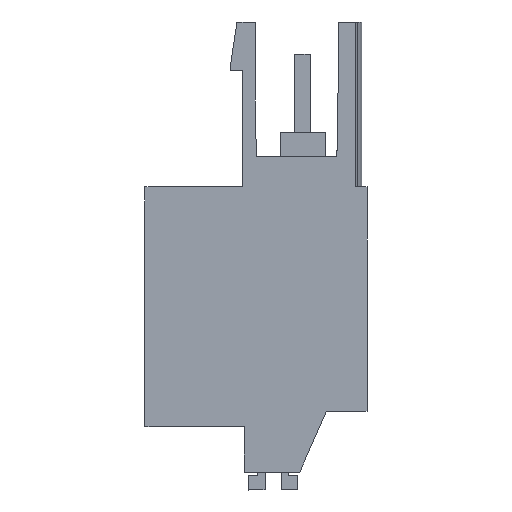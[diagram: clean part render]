
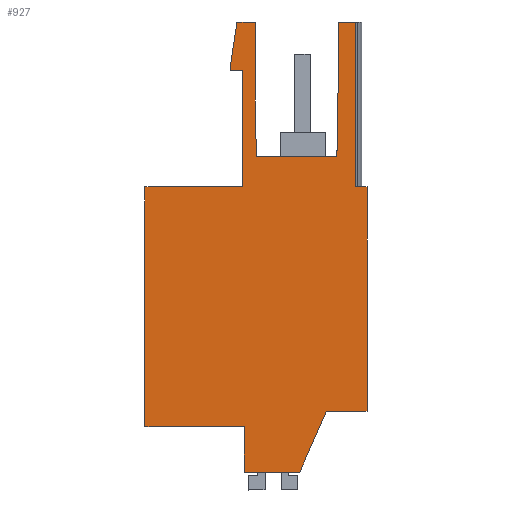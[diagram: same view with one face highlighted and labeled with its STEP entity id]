
A CAD part, left-side view. The second image highlights one B-rep face of the part: STEP entity #927.
In plain terms, the highlighted planar face has unit normal (-1, 0, 0).
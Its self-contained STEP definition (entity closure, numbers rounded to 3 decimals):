
#771=AXIS2_PLACEMENT_3D('Plane Axis2P3D',#768,#769,#770) ;
#42=CARTESIAN_POINT('Vertex',(0.,2.6,5.043)) ;
#45=CARTESIAN_POINT('Line Origine',(0.,3.45,3.093)) ;
#49=CARTESIAN_POINT('Vertex',(0.,4.3,1.143)) ;
#82=CARTESIAN_POINT('Vertex',(0.,0.,5.043)) ;
#85=CARTESIAN_POINT('Line Origine',(0.,1.3,5.043)) ;
#768=CARTESIAN_POINT('Axis2P3D Location',(0.,6.8,19.383)) ;
#773=CARTESIAN_POINT('Line Origine',(0.,7.158,27.858)) ;
#777=CARTESIAN_POINT('Vertex',(0.,7.158,25.783)) ;
#779=CARTESIAN_POINT('Vertex',(0.,7.158,29.933)) ;
#782=CARTESIAN_POINT('Line Origine',(0.,7.738,29.933)) ;
#786=CARTESIAN_POINT('Vertex',(0.,8.318,29.933)) ;
#789=CARTESIAN_POINT('Line Origine',(0.,8.528,28.533)) ;
#793=CARTESIAN_POINT('Vertex',(0.,8.738,27.133)) ;
#796=CARTESIAN_POINT('Line Origine',(0.,8.738,26.973)) ;
#800=CARTESIAN_POINT('Vertex',(0.,8.738,26.813)) ;
#803=CARTESIAN_POINT('Line Origine',(0.,8.353,26.813)) ;
#807=CARTESIAN_POINT('Vertex',(0.,7.968,26.813)) ;
#810=CARTESIAN_POINT('Line Origine',(0.,7.968,23.098)) ;
#814=CARTESIAN_POINT('Vertex',(0.,7.968,19.383)) ;
#817=CARTESIAN_POINT('Line Origine',(0.,11.084,19.383)) ;
#821=CARTESIAN_POINT('Vertex',(0.,14.2,19.383)) ;
#824=CARTESIAN_POINT('Line Origine',(0.,14.2,11.713)) ;
#828=CARTESIAN_POINT('Vertex',(0.,14.2,4.043)) ;
#831=CARTESIAN_POINT('Line Origine',(0.,11.025,4.043)) ;
#835=CARTESIAN_POINT('Vertex',(0.,7.85,4.043)) ;
#838=CARTESIAN_POINT('Line Origine',(0.,7.85,2.593)) ;
#842=CARTESIAN_POINT('Vertex',(0.,7.85,1.143)) ;
#845=CARTESIAN_POINT('Line Origine',(0.,6.075,1.143)) ;
#850=CARTESIAN_POINT('Line Origine',(0.,0.,12.213)) ;
#854=CARTESIAN_POINT('Vertex',(0.,0.,19.383)) ;
#857=CARTESIAN_POINT('Line Origine',(0.,0.361,19.383)) ;
#861=CARTESIAN_POINT('Vertex',(0.,0.723,19.383)) ;
#864=CARTESIAN_POINT('Line Origine',(0.,0.723,24.658)) ;
#868=CARTESIAN_POINT('Vertex',(0.,0.723,29.933)) ;
#871=CARTESIAN_POINT('Line Origine',(0.,1.285,29.933)) ;
#875=CARTESIAN_POINT('Vertex',(0.,1.848,29.933)) ;
#878=CARTESIAN_POINT('Line Origine',(0.,1.848,27.858)) ;
#882=CARTESIAN_POINT('Vertex',(0.,1.848,25.783)) ;
#885=CARTESIAN_POINT('Line Origine',(0.,1.887,23.558)) ;
#889=CARTESIAN_POINT('Vertex',(0.,1.926,21.333)) ;
#892=CARTESIAN_POINT('Line Origine',(0.,4.503,21.333)) ;
#896=CARTESIAN_POINT('Vertex',(0.,7.08,21.333)) ;
#899=CARTESIAN_POINT('Line Origine',(0.,7.119,23.558)) ;
#46=DIRECTION('Vector Direction',(0.,-0.4,0.917)) ;
#86=DIRECTION('Vector Direction',(0.,-1.,0.)) ;
#769=DIRECTION('Axis2P3D Direction',(-1.,0.,0.)) ;
#770=DIRECTION('Axis2P3D XDirection',(0.,1.,0.)) ;
#774=DIRECTION('Vector Direction',(0.,0.,1.)) ;
#783=DIRECTION('Vector Direction',(0.,1.,0.)) ;
#790=DIRECTION('Vector Direction',(0.,0.148,-0.989)) ;
#797=DIRECTION('Vector Direction',(0.,0.,-1.)) ;
#804=DIRECTION('Vector Direction',(0.,1.,0.)) ;
#811=DIRECTION('Vector Direction',(0.,0.,1.)) ;
#818=DIRECTION('Vector Direction',(0.,1.,0.)) ;
#825=DIRECTION('Vector Direction',(0.,0.,-1.)) ;
#832=DIRECTION('Vector Direction',(0.,-1.,0.)) ;
#839=DIRECTION('Vector Direction',(0.,0.,-1.)) ;
#846=DIRECTION('Vector Direction',(0.,-1.,0.)) ;
#851=DIRECTION('Vector Direction',(0.,0.,1.)) ;
#858=DIRECTION('Vector Direction',(0.,1.,0.)) ;
#865=DIRECTION('Vector Direction',(0.,0.,-1.)) ;
#872=DIRECTION('Vector Direction',(0.,1.,0.)) ;
#879=DIRECTION('Vector Direction',(0.,0.,1.)) ;
#886=DIRECTION('Vector Direction',(0.,0.017,-1.)) ;
#893=DIRECTION('Vector Direction',(0.,-1.,0.)) ;
#900=DIRECTION('Vector Direction',(0.,-0.017,-1.)) ;
#47=VECTOR('Line Direction',#46,1.) ;
#87=VECTOR('Line Direction',#86,1.) ;
#775=VECTOR('Line Direction',#774,1.) ;
#784=VECTOR('Line Direction',#783,1.) ;
#791=VECTOR('Line Direction',#790,1.) ;
#798=VECTOR('Line Direction',#797,1.) ;
#805=VECTOR('Line Direction',#804,1.) ;
#812=VECTOR('Line Direction',#811,1.) ;
#819=VECTOR('Line Direction',#818,1.) ;
#826=VECTOR('Line Direction',#825,1.) ;
#833=VECTOR('Line Direction',#832,1.) ;
#840=VECTOR('Line Direction',#839,1.) ;
#847=VECTOR('Line Direction',#846,1.) ;
#852=VECTOR('Line Direction',#851,1.) ;
#859=VECTOR('Line Direction',#858,1.) ;
#866=VECTOR('Line Direction',#865,1.) ;
#873=VECTOR('Line Direction',#872,1.) ;
#880=VECTOR('Line Direction',#879,1.) ;
#887=VECTOR('Line Direction',#886,1.) ;
#894=VECTOR('Line Direction',#893,1.) ;
#901=VECTOR('Line Direction',#900,1.) ;
#905=ORIENTED_EDGE('',*,*,#781,.T.) ;
#906=ORIENTED_EDGE('',*,*,#788,.T.) ;
#907=ORIENTED_EDGE('',*,*,#795,.T.) ;
#908=ORIENTED_EDGE('',*,*,#802,.T.) ;
#909=ORIENTED_EDGE('',*,*,#809,.F.) ;
#910=ORIENTED_EDGE('',*,*,#816,.F.) ;
#911=ORIENTED_EDGE('',*,*,#823,.T.) ;
#912=ORIENTED_EDGE('',*,*,#830,.T.) ;
#913=ORIENTED_EDGE('',*,*,#837,.T.) ;
#914=ORIENTED_EDGE('',*,*,#844,.T.) ;
#915=ORIENTED_EDGE('',*,*,#849,.T.) ;
#916=ORIENTED_EDGE('',*,*,#51,.T.) ;
#917=ORIENTED_EDGE('',*,*,#89,.T.) ;
#918=ORIENTED_EDGE('',*,*,#856,.T.) ;
#919=ORIENTED_EDGE('',*,*,#863,.T.) ;
#920=ORIENTED_EDGE('',*,*,#870,.F.) ;
#921=ORIENTED_EDGE('',*,*,#877,.T.) ;
#922=ORIENTED_EDGE('',*,*,#884,.F.) ;
#923=ORIENTED_EDGE('',*,*,#891,.T.) ;
#924=ORIENTED_EDGE('',*,*,#898,.F.) ;
#925=ORIENTED_EDGE('',*,*,#903,.F.) ;
#927=ADVANCED_FACE('HOUSING',(#926),#772,.T.) ;
#51=EDGE_CURVE('',#50,#43,#48,.T.) ;
#89=EDGE_CURVE('',#43,#83,#88,.T.) ;
#781=EDGE_CURVE('',#778,#780,#776,.T.) ;
#788=EDGE_CURVE('',#780,#787,#785,.T.) ;
#795=EDGE_CURVE('',#787,#794,#792,.T.) ;
#802=EDGE_CURVE('',#794,#801,#799,.T.) ;
#809=EDGE_CURVE('',#808,#801,#806,.T.) ;
#816=EDGE_CURVE('',#815,#808,#813,.T.) ;
#823=EDGE_CURVE('',#815,#822,#820,.T.) ;
#830=EDGE_CURVE('',#822,#829,#827,.T.) ;
#837=EDGE_CURVE('',#829,#836,#834,.T.) ;
#844=EDGE_CURVE('',#836,#843,#841,.T.) ;
#849=EDGE_CURVE('',#843,#50,#848,.T.) ;
#856=EDGE_CURVE('',#83,#855,#853,.T.) ;
#863=EDGE_CURVE('',#855,#862,#860,.T.) ;
#870=EDGE_CURVE('',#869,#862,#867,.T.) ;
#877=EDGE_CURVE('',#869,#876,#874,.T.) ;
#884=EDGE_CURVE('',#883,#876,#881,.T.) ;
#891=EDGE_CURVE('',#883,#890,#888,.T.) ;
#898=EDGE_CURVE('',#897,#890,#895,.T.) ;
#903=EDGE_CURVE('',#778,#897,#902,.T.) ;
#904=EDGE_LOOP('',(#905,#906,#907,#908,#909,#910,#911,#912,#913,#914,#915,#916,#917,#918,#919,#920,#921,#922,#923,#924,#925)) ;
#926=FACE_OUTER_BOUND('',#904,.T.) ;
#48=LINE('Line',#45,#47) ;
#88=LINE('Line',#85,#87) ;
#776=LINE('Line',#773,#775) ;
#785=LINE('Line',#782,#784) ;
#792=LINE('Line',#789,#791) ;
#799=LINE('Line',#796,#798) ;
#806=LINE('Line',#803,#805) ;
#813=LINE('Line',#810,#812) ;
#820=LINE('Line',#817,#819) ;
#827=LINE('Line',#824,#826) ;
#834=LINE('Line',#831,#833) ;
#841=LINE('Line',#838,#840) ;
#848=LINE('Line',#845,#847) ;
#853=LINE('Line',#850,#852) ;
#860=LINE('Line',#857,#859) ;
#867=LINE('Line',#864,#866) ;
#874=LINE('Line',#871,#873) ;
#881=LINE('Line',#878,#880) ;
#888=LINE('Line',#885,#887) ;
#895=LINE('Line',#892,#894) ;
#902=LINE('Line',#899,#901) ;
#772=PLANE('',#771) ;
#43=VERTEX_POINT('',#42) ;
#50=VERTEX_POINT('',#49) ;
#83=VERTEX_POINT('',#82) ;
#778=VERTEX_POINT('',#777) ;
#780=VERTEX_POINT('',#779) ;
#787=VERTEX_POINT('',#786) ;
#794=VERTEX_POINT('',#793) ;
#801=VERTEX_POINT('',#800) ;
#808=VERTEX_POINT('',#807) ;
#815=VERTEX_POINT('',#814) ;
#822=VERTEX_POINT('',#821) ;
#829=VERTEX_POINT('',#828) ;
#836=VERTEX_POINT('',#835) ;
#843=VERTEX_POINT('',#842) ;
#855=VERTEX_POINT('',#854) ;
#862=VERTEX_POINT('',#861) ;
#869=VERTEX_POINT('',#868) ;
#876=VERTEX_POINT('',#875) ;
#883=VERTEX_POINT('',#882) ;
#890=VERTEX_POINT('',#889) ;
#897=VERTEX_POINT('',#896) ;
